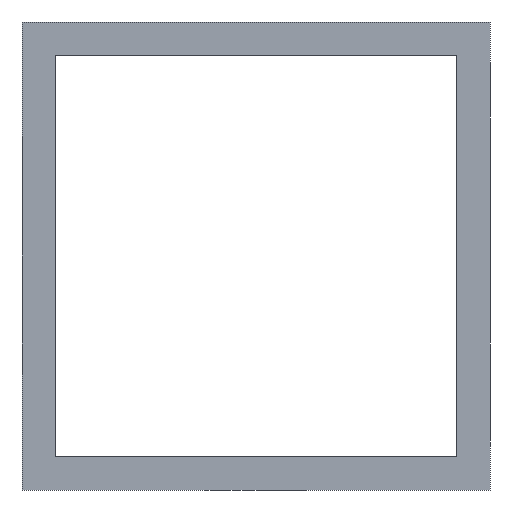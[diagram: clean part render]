
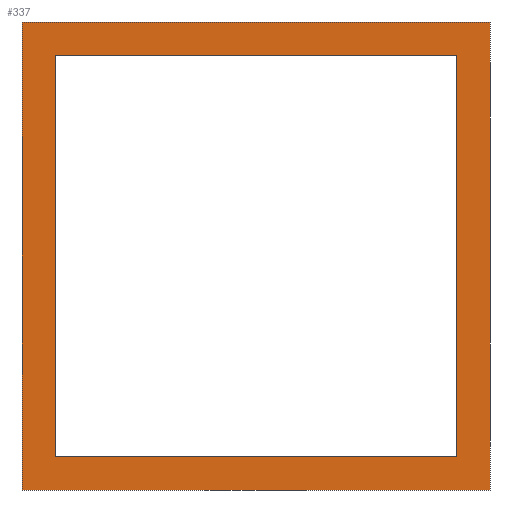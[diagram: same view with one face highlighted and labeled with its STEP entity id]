
A CAD part, front view. The second image highlights one B-rep face of the part: STEP entity #337.
In plain terms, the highlighted planar face has unit normal (0, -1, 0).
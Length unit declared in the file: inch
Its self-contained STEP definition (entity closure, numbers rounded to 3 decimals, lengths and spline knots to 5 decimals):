
#39=FACE_BOUND('',#84,.T.);
#65=FACE_OUTER_BOUND('',#83,.T.);
#83=EDGE_LOOP('',(#247,#248,#249,#250));
#84=EDGE_LOOP('',(#251,#252,#253,#254));
#127=LINE('',#495,#151);
#128=LINE('',#497,#152);
#129=LINE('',#499,#153);
#130=LINE('',#500,#154);
#131=LINE('',#503,#155);
#132=LINE('',#505,#156);
#133=LINE('',#507,#157);
#134=LINE('',#508,#158);
#151=VECTOR('',#401,1.75);
#152=VECTOR('',#402,1.75);
#153=VECTOR('',#403,1.75);
#154=VECTOR('',#404,1.75);
#155=VECTOR('',#405,1.5);
#156=VECTOR('',#406,1.5);
#157=VECTOR('',#407,1.5);
#158=VECTOR('',#408,1.5);
#175=VERTEX_POINT('',#493);
#176=VERTEX_POINT('',#494);
#177=VERTEX_POINT('',#496);
#178=VERTEX_POINT('',#498);
#179=VERTEX_POINT('',#501);
#180=VERTEX_POINT('',#502);
#181=VERTEX_POINT('',#504);
#182=VERTEX_POINT('',#506);
#207=EDGE_CURVE('',#175,#176,#127,.T.);
#208=EDGE_CURVE('',#176,#177,#128,.T.);
#209=EDGE_CURVE('',#177,#178,#129,.T.);
#210=EDGE_CURVE('',#178,#175,#130,.T.);
#211=EDGE_CURVE('',#179,#180,#131,.T.);
#212=EDGE_CURVE('',#180,#181,#132,.T.);
#213=EDGE_CURVE('',#181,#182,#133,.T.);
#214=EDGE_CURVE('',#182,#179,#134,.T.);
#247=ORIENTED_EDGE('',*,*,#207,.T.);
#248=ORIENTED_EDGE('',*,*,#208,.T.);
#249=ORIENTED_EDGE('',*,*,#209,.T.);
#250=ORIENTED_EDGE('',*,*,#210,.T.);
#251=ORIENTED_EDGE('',*,*,#211,.T.);
#252=ORIENTED_EDGE('',*,*,#212,.T.);
#253=ORIENTED_EDGE('',*,*,#213,.T.);
#254=ORIENTED_EDGE('',*,*,#214,.T.);
#327=PLANE('',#363);
#337=ADVANCED_FACE('',(#65,#39),#327,.F.);
#363=AXIS2_PLACEMENT_3D('',#492,#399,#400);
#399=DIRECTION('center_axis',(0.,1.,0.));
#400=DIRECTION('ref_axis',(1.,0.,0.));
#401=DIRECTION('',(-1.,0.,0.));
#402=DIRECTION('',(0.,0.,-1.));
#403=DIRECTION('',(1.,0.,0.));
#404=DIRECTION('',(0.,0.,1.));
#405=DIRECTION('',(0.,0.,-1.));
#406=DIRECTION('',(-1.,0.,0.));
#407=DIRECTION('',(0.,0.,1.));
#408=DIRECTION('',(1.,0.,0.));
#492=CARTESIAN_POINT('Origin',(0.,0.,0.));
#493=CARTESIAN_POINT('',(1.75,0.,0.));
#494=CARTESIAN_POINT('',(0.,0.,0.));
#495=CARTESIAN_POINT('',(1.75,0.,0.));
#496=CARTESIAN_POINT('',(0.,0.,-1.75));
#497=CARTESIAN_POINT('',(0.,0.,0.));
#498=CARTESIAN_POINT('',(1.75,0.,-1.75));
#499=CARTESIAN_POINT('',(0.,0.,-1.75));
#500=CARTESIAN_POINT('',(1.75,0.,-1.75));
#501=CARTESIAN_POINT('',(1.625,0.,-0.125));
#502=CARTESIAN_POINT('',(1.625,0.,-1.625));
#503=CARTESIAN_POINT('',(1.625,0.,-0.125));
#504=CARTESIAN_POINT('',(0.125,0.,-1.625));
#505=CARTESIAN_POINT('',(1.625,0.,-1.625));
#506=CARTESIAN_POINT('',(0.125,0.,-0.125));
#507=CARTESIAN_POINT('',(0.125,0.,-1.625));
#508=CARTESIAN_POINT('',(0.125,0.,-0.125));
